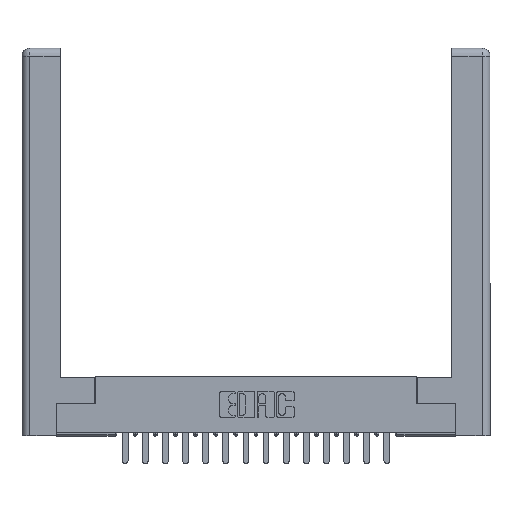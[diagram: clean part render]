
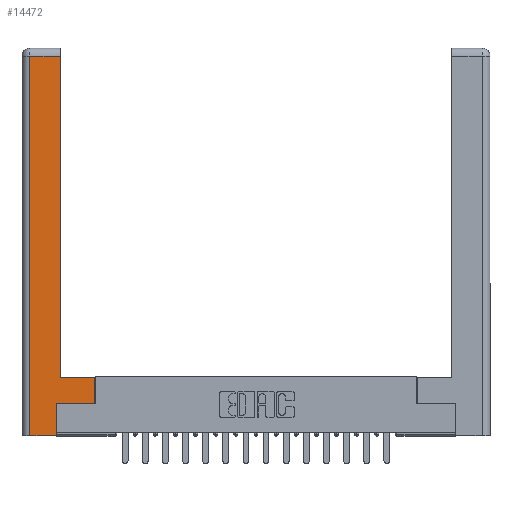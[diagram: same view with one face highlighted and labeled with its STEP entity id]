
A CAD part, top view. The second image highlights one B-rep face of the part: STEP entity #14472.
In plain terms, the highlighted planar face has unit normal (0, 0, 1).
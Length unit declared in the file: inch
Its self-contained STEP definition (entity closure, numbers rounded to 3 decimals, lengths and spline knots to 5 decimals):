
#53 = LINE ( 'NONE', #1605, #14595 ) ;
#332 = EDGE_CURVE ( 'NONE', #5529, #13889, #17295, .T. ) ;
#733 = EDGE_CURVE ( 'NONE', #21031, #18898, #20831, .T. ) ;
#1254 = DIRECTION ( 'NONE',  ( 1., 0., 0. ) ) ;
#1373 = DIRECTION ( 'NONE',  ( 1., 0., 0. ) ) ;
#1562 = CARTESIAN_POINT ( 'NONE',  ( 0.295, 3., 0. ) ) ;
#1605 = CARTESIAN_POINT ( 'NONE',  ( 0.295, 0.45, 0. ) ) ;
#1717 = ORIENTED_EDGE ( 'NONE', *, *, #4207, .T. ) ;
#1951 = VERTEX_POINT ( 'NONE', #15079 ) ;
#2172 = DIRECTION ( 'NONE',  ( 0., 1., 0. ) ) ;
#2766 = VERTEX_POINT ( 'NONE', #13175 ) ;
#2870 = ORIENTED_EDGE ( 'NONE', *, *, #4873, .T. ) ;
#3072 = VECTOR ( 'NONE', #1254, 39.37008 ) ;
#3780 = ORIENTED_EDGE ( 'NONE', *, *, #332, .T. ) ;
#3893 = LINE ( 'NONE', #10365, #12054 ) ;
#4202 = DIRECTION ( 'NONE',  ( -1., 0., 0. ) ) ;
#4207 = EDGE_CURVE ( 'NONE', #13889, #10086, #17414, .T. ) ;
#4325 = ORIENTED_EDGE ( 'NONE', *, *, #6117, .T. ) ;
#4563 = ORIENTED_EDGE ( 'NONE', *, *, #17430, .T. ) ;
#4628 = CARTESIAN_POINT ( 'NONE',  ( 0.0615, 2.94, 0. ) ) ;
#4723 = CARTESIAN_POINT ( 'NONE',  ( 0.0615, 0., 0. ) ) ;
#4873 = EDGE_CURVE ( 'NONE', #1951, #5529, #14650, .T. ) ;
#5191 = AXIS2_PLACEMENT_3D ( 'NONE', #15683, #5862, #4202 ) ;
#5529 = VERTEX_POINT ( 'NONE', #11784 ) ;
#5606 = EDGE_CURVE ( 'NONE', #11234, #2766, #3893, .T. ) ;
#5764 = CARTESIAN_POINT ( 'NONE',  ( 0.565, 0.245, 0. ) ) ;
#5798 = CARTESIAN_POINT ( 'NONE',  ( 0.565, 0.45, 0. ) ) ;
#5862 = DIRECTION ( 'NONE',  ( 0., 0., -1. ) ) ;
#6117 = EDGE_CURVE ( 'NONE', #18898, #1951, #53, .T. ) ;
#6569 = DIRECTION ( 'NONE',  ( 0., 1., 0. ) ) ;
#7780 = DIRECTION ( 'NONE',  ( -1., 0., 0. ) ) ;
#8465 = ORIENTED_EDGE ( 'NONE', *, *, #5606, .T. ) ;
#9591 = DIRECTION ( 'NONE',  ( 0., -1., 0. ) ) ;
#9734 = LINE ( 'NONE', #5764, #3072 ) ;
#9811 = CARTESIAN_POINT ( 'NONE',  ( 0.265, 0., 0. ) ) ;
#10086 = VERTEX_POINT ( 'NONE', #20888 ) ;
#10365 = CARTESIAN_POINT ( 'NONE',  ( 0.265, 0.245, 0. ) ) ;
#11087 = DIRECTION ( 'NONE',  ( 0., 1., 0. ) ) ;
#11234 = VERTEX_POINT ( 'NONE', #18725 ) ;
#11314 = CARTESIAN_POINT ( 'NONE',  ( 0.565, 0.245, 0. ) ) ;
#11472 = ORIENTED_EDGE ( 'NONE', *, *, #733, .T. ) ;
#11784 = CARTESIAN_POINT ( 'NONE',  ( 0.295, 2.94, 0. ) ) ;
#12054 = VECTOR ( 'NONE', #2172, 39.37008 ) ;
#12331 = PLANE ( 'NONE',  #5191 ) ;
#12464 = VECTOR ( 'NONE', #7780, 39.37008 ) ;
#12902 = EDGE_CURVE ( 'NONE', #2766, #21031, #9734, .T. ) ;
#13175 = CARTESIAN_POINT ( 'NONE',  ( 0.265, 0.245, 0. ) ) ;
#13474 = FACE_OUTER_BOUND ( 'NONE', #15072, .T. ) ;
#13889 = VERTEX_POINT ( 'NONE', #4628 ) ;
#14125 = VECTOR ( 'NONE', #9591, 39.37008 ) ;
#14287 = ORIENTED_EDGE ( 'NONE', *, *, #12902, .T. ) ;
#14389 = VECTOR ( 'NONE', #1373, 39.37008 ) ;
#14472 = ADVANCED_FACE ( 'NONE', ( #13474 ), #12331, .F. ) ;
#14595 = VECTOR ( 'NONE', #14646, 39.37008 ) ;
#14646 = DIRECTION ( 'NONE',  ( -1., 0., 0. ) ) ;
#14650 = LINE ( 'NONE', #1562, #19477 ) ;
#15072 = EDGE_LOOP ( 'NONE', ( #2870, #3780, #1717, #4563, #8465, #14287, #11472, #4325 ) ) ;
#15079 = CARTESIAN_POINT ( 'NONE',  ( 0.295, 0.45, 0. ) ) ;
#15510 = CARTESIAN_POINT ( 'NONE',  ( 0.0615, 2.94, 0. ) ) ;
#15683 = CARTESIAN_POINT ( 'NONE',  ( 0., 0., 0. ) ) ;
#16136 = CARTESIAN_POINT ( 'NONE',  ( 0.565, 0.45, 0. ) ) ;
#17295 = LINE ( 'NONE', #15510, #12464 ) ;
#17414 = LINE ( 'NONE', #4723, #14125 ) ;
#17430 = EDGE_CURVE ( 'NONE', #10086, #11234, #19456, .T. ) ;
#18320 = VECTOR ( 'NONE', #11087, 39.37008 ) ;
#18725 = CARTESIAN_POINT ( 'NONE',  ( 0.265, 0., 0. ) ) ;
#18898 = VERTEX_POINT ( 'NONE', #5798 ) ;
#19456 = LINE ( 'NONE', #9811, #14389 ) ;
#19477 = VECTOR ( 'NONE', #6569, 39.37008 ) ;
#20831 = LINE ( 'NONE', #16136, #18320 ) ;
#20888 = CARTESIAN_POINT ( 'NONE',  ( 0.0615, 0., 0. ) ) ;
#21031 = VERTEX_POINT ( 'NONE', #11314 ) ;
